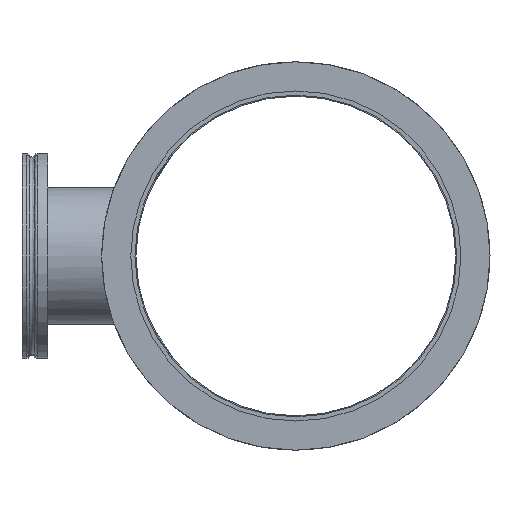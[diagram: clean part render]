
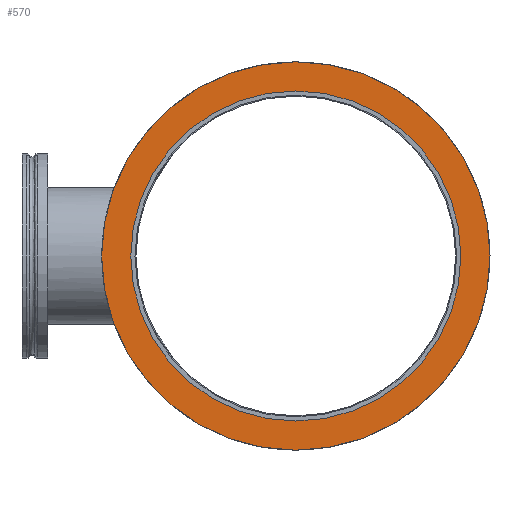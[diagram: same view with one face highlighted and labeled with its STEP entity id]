
A CAD part, left-side view. The second image highlights one B-rep face of the part: STEP entity #570.
In plain terms, the highlighted face is planar.
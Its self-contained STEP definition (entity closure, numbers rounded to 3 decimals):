
#38 = CARTESIAN_POINT ( 'NONE',  ( 0., 0., 0. ) ) ;
#74 = CIRCLE ( 'NONE', #3004, 76.5 ) ;
#295 = FACE_OUTER_BOUND ( 'NONE', #1993, .T. ) ;
#305 = EDGE_CURVE ( 'NONE', #2123, #2123, #74, .T. ) ;
#370 = FACE_BOUND ( 'NONE', #2486, .T. ) ;
#570 = ADVANCED_FACE ( 'NONE', ( #370, #295 ), #1148, .T. ) ;
#621 = CARTESIAN_POINT ( 'NONE',  ( 0., 0., -90. ) ) ;
#697 = CARTESIAN_POINT ( 'NONE',  ( 0., 0., 0. ) ) ;
#726 = VERTEX_POINT ( 'NONE', #621 ) ;
#816 = DIRECTION ( 'NONE',  ( 0., -1., 0. ) ) ;
#856 = ORIENTED_EDGE ( 'NONE', *, *, #2208, .T. ) ;
#862 = CARTESIAN_POINT ( 'NONE',  ( 0., 0., -76.5 ) ) ;
#1007 = DIRECTION ( 'NONE',  ( 0., 0., -1. ) ) ;
#1148 = PLANE ( 'NONE',  #1316 ) ;
#1208 = CIRCLE ( 'NONE', #2366, 90. ) ;
#1316 = AXIS2_PLACEMENT_3D ( 'NONE', #697, #2326, #1408 ) ;
#1408 = DIRECTION ( 'NONE',  ( 0., 0., 1. ) ) ;
#1951 = DIRECTION ( 'NONE',  ( 0., 1., 0. ) ) ;
#1993 = EDGE_LOOP ( 'NONE', ( #856 ) ) ;
#2123 = VERTEX_POINT ( 'NONE', #862 ) ;
#2208 = EDGE_CURVE ( 'NONE', #726, #726, #1208, .T. ) ;
#2216 = ORIENTED_EDGE ( 'NONE', *, *, #305, .T. ) ;
#2326 = DIRECTION ( 'NONE',  ( 0., 1., 0. ) ) ;
#2366 = AXIS2_PLACEMENT_3D ( 'NONE', #38, #1951, #1007 ) ;
#2486 = EDGE_LOOP ( 'NONE', ( #2216 ) ) ;
#2752 = CARTESIAN_POINT ( 'NONE',  ( 0., 0., 0. ) ) ;
#2999 = DIRECTION ( 'NONE',  ( 0., 0., -1. ) ) ;
#3004 = AXIS2_PLACEMENT_3D ( 'NONE', #2752, #816, #2999 ) ;
